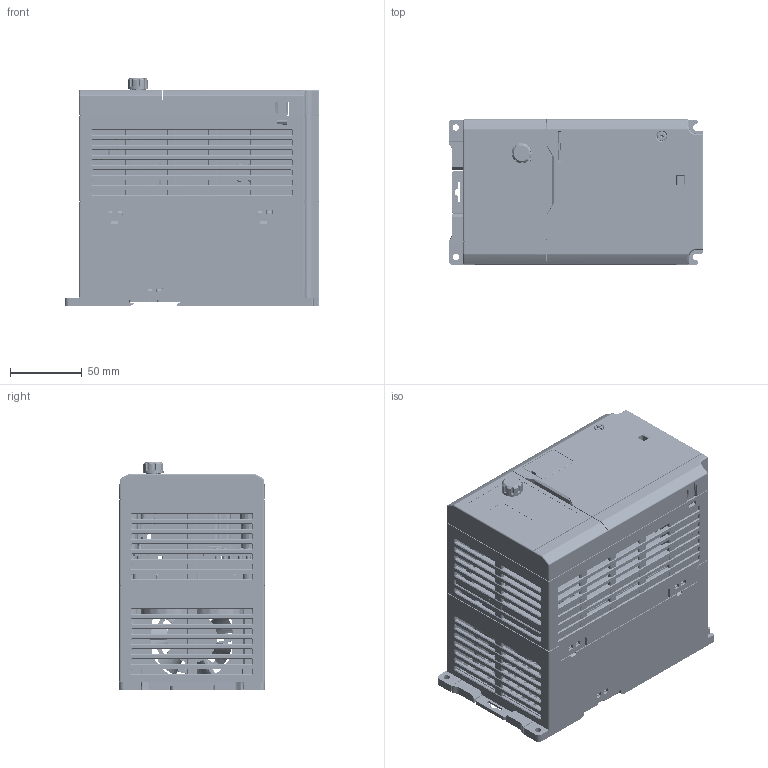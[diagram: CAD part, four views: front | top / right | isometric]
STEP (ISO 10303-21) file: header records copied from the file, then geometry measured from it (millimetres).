
FILE_DESCRIPTION(/* description */ (''),/* implementation_level */ '2;1');
FILE_NAME(/* name */ 'FILE_STP_CAD_DRAWING_3d_VLG30015A480-VLG30022A480_prt.stp',/* time_stamp */ '2024-12-06T19:49:03+01:00',/* author */ (''),/* organization */ (''),/* preprocessor_version */ 'ST-DEVELOPER v16.7',/* originating_system */ 'SIEMENS PLM Software NX 12.0',/* authorisation */ '');
FILE_SCHEMA (('AUTOMOTIVE_DESIGN { 1 0 10303 214 3 1 1 1 }'));
Products named in the file (1): 3d_VLG30015A480-VLG30022A480
Bounding box: 177 x 101 x 158.7 mm (x, y, z)
Surface area: 364929.4 mm2 (no closed solid volume)
Topology: 0 solids, 167 shells, 4853 faces, 18319 edges, 13217 vertices
Faces by surface type: plane 2277, cone 1006, cylinder 796, torus 439, bspline 248, sphere 85, extrusion 2
Entity records: 210125 total; most frequent: CARTESIAN_POINT 55385, DIRECTION 32364, ORIENTED_EDGE 29215, EDGE_CURVE 18252, VERTEX_POINT 13216, VECTOR 10936, LINE 10934, AXIS2_PLACEMENT_3D 10714
